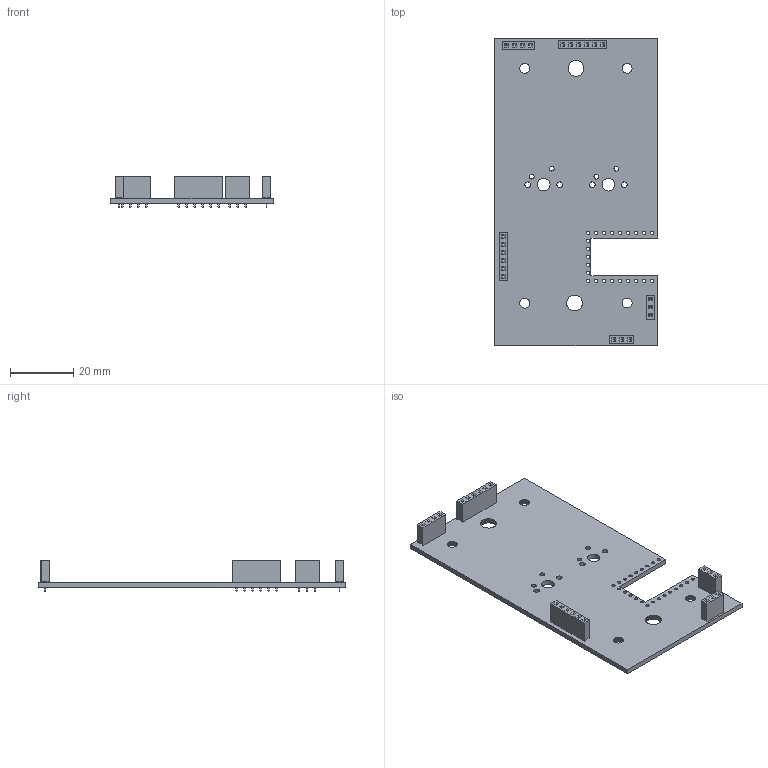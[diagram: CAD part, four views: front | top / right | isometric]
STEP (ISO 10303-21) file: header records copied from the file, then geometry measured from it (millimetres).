
FILE_DESCRIPTION(('KiCad electronic assembly'),'2;1');
FILE_NAME('strum.step','2023-12-15T11:53:01',('Pcbnew'),('Kicad'), 'Open CASCADE STEP processor 7.6','KiCad to STEP converter','Unknown' );
FILE_SCHEMA(('AUTOMOTIVE_DESIGN { 1 0 10303 214 1 1 1 1 }'));
Length unit declared in the file: millimetre
Products named in the file (8): strum 1; PinSocket_1x06_P2.54mm_Vertical; SOLID; PinSocket_1x04_P2.54mm_Vertical; PinSocket_1x03_P2.54mm_Vertical; PCB
Assembly tree (9 placements, depth 3):
  strum 1
    PinSocket_1x06_P2.54mm_Vertical  x2
      SOLID
    PinSocket_1x04_P2.54mm_Vertical
      SOLID
    PinSocket_1x03_P2.54mm_Vertical  x2
      SOLID
    PCB
Bounding box: 51.52 x 97.51 x 10.1 mm (x, y, z)
Volume: 8329.5 mm3; surface area: 11950.2 mm2
Topology: 6 solids, 6 shells, 1053 faces, 2837 edges, 1862 vertices
Faces by surface type: plane 998, cylinder 55
Full cylindrical faces by diameter (mm): 1 x45, 1.5 x4, 1.75 x4, 4 x2
Entity records: 54119 total; most frequent: CARTESIAN_POINT 8993, DIRECTION 7735, LINE 5987, VECTOR 5987, ORIENTED_EDGE 4138, PCURVE 4138, DEFINITIONAL_REPRESENTATION 4138, EDGE_CURVE 2069
